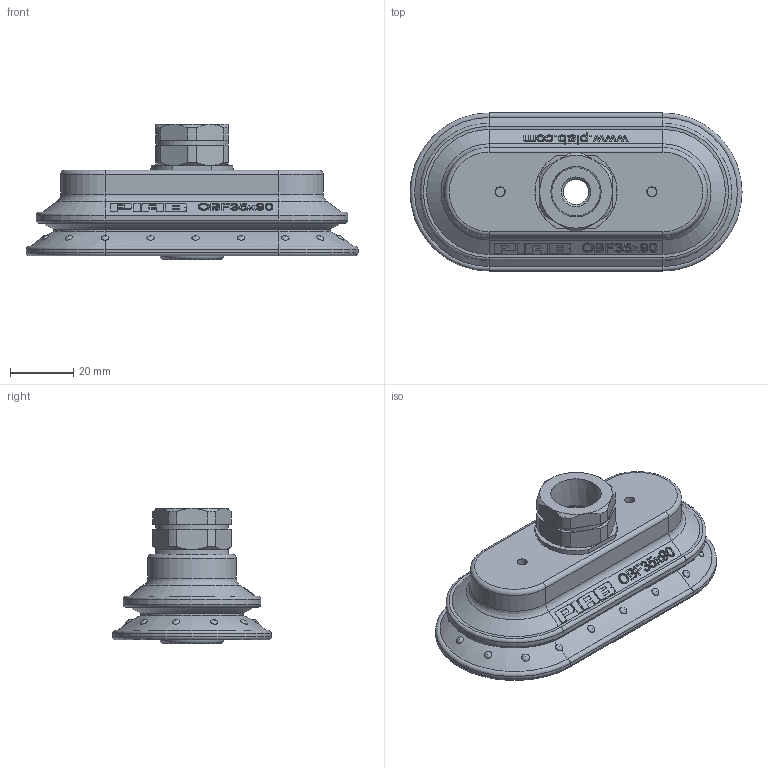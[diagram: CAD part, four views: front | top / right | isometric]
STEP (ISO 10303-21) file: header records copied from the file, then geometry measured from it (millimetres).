
FILE_DESCRIPTION( ( 'Unknown' ), '1' );
FILE_NAME( '0122287.stp', 'Unknown', ( 'Unknown' ), ( 'Unknown' ), 'PSStep 10.0', 'Unknown', ' ' );
FILE_SCHEMA( ( 'automotive_design' ) );
Length unit declared in the file: millimetre
Products named in the file (7): Assem1; 0118802; 0119112; 0108302; 0108038; 3113636; 0121866
Bounding box: 105 x 50 x 42.7 mm (x, y, z)
Volume: 124648.3 mm3; surface area: 105045.9 mm2
Topology: 12 solids, 12 shells, 3687 faces, 9755 edges, 6222 vertices
Faces by surface type: plane 1738, cylinder 1240, torus 218, extrusion 159, sphere 138, bspline 108, cone 86
Full cylindrical faces by diameter (mm): 2 x84, 3 x6, 3.2 x6, 8 x2, 12.6 x2, 12.647 x2, 14 x2, 15.3 x2, 17 x3, 18.5 x2, 19 x3, 19.4 x2, 19.7 x3, 21 x3, 23 x2
Entity records: 46897 total; most frequent: CARTESIAN_POINT 17125, ORIENTED_EDGE 6256, DIRECTION 5865, EDGE_CURVE 3128, AXIS2_PLACEMENT_3D 2146, VERTEX_POINT 2042, VECTOR 1573, LINE 1520
